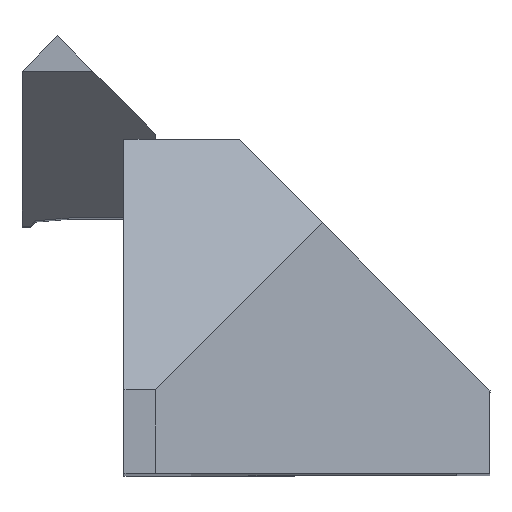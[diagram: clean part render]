
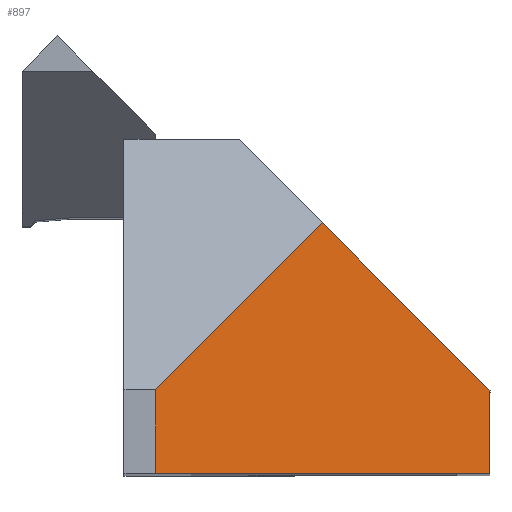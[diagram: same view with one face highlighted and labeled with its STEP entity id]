
A CAD part, top view. The second image highlights one B-rep face of the part: STEP entity #897.
In plain terms, the highlighted planar face has unit normal (0.707, 0, 0.707).
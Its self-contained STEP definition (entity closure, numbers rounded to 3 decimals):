
#51=FACE_OUTER_BOUND('',#103,.T.);
#103=EDGE_LOOP('',(#610,#611,#612,#613,#614));
#157=LINE('',#1292,#267);
#171=LINE('',#1320,#281);
#172=LINE('',#1322,#282);
#173=LINE('',#1324,#283);
#174=LINE('',#1325,#284);
#267=VECTOR('',#1036,10.);
#281=VECTOR('',#1056,10.);
#282=VECTOR('',#1057,10.);
#283=VECTOR('',#1058,10.);
#284=VECTOR('',#1059,10.);
#377=VERTEX_POINT('',#1289);
#378=VERTEX_POINT('',#1291);
#389=VERTEX_POINT('',#1319);
#390=VERTEX_POINT('',#1321);
#391=VERTEX_POINT('',#1323);
#463=EDGE_CURVE('',#378,#377,#157,.T.);
#477=EDGE_CURVE('',#377,#389,#171,.T.);
#478=EDGE_CURVE('',#389,#390,#172,.T.);
#479=EDGE_CURVE('',#390,#391,#173,.T.);
#480=EDGE_CURVE('',#391,#378,#174,.T.);
#610=ORIENTED_EDGE('',*,*,#463,.T.);
#611=ORIENTED_EDGE('',*,*,#477,.T.);
#612=ORIENTED_EDGE('',*,*,#478,.T.);
#613=ORIENTED_EDGE('',*,*,#479,.T.);
#614=ORIENTED_EDGE('',*,*,#480,.T.);
#854=PLANE('',#962);
#897=ADVANCED_FACE('',(#51),#854,.T.);
#962=AXIS2_PLACEMENT_3D('',#1318,#1054,#1055);
#1036=DIRECTION('',(0.707,0.,-0.707));
#1054=DIRECTION('center_axis',(0.707,0.,0.707));
#1055=DIRECTION('ref_axis',(0.,-1.,0.));
#1056=DIRECTION('',(0.,1.,0.));
#1057=DIRECTION('',(-0.577,0.577,0.577));
#1058=DIRECTION('',(-0.577,-0.577,0.577));
#1059=DIRECTION('',(0.,-1.,0.));
#1289=CARTESIAN_POINT('',(35.5,-16.589,105.));
#1291=CARTESIAN_POINT('',(15.5,-16.589,125.));
#1292=CARTESIAN_POINT('',(20.025,-16.589,120.475));
#1318=CARTESIAN_POINT('Origin',(25.5,3.577,115.));
#1319=CARTESIAN_POINT('',(35.5,-11.589,105.));
#1320=CARTESIAN_POINT('',(35.5,3.577,105.));
#1321=CARTESIAN_POINT('',(25.5,-1.589,115.));
#1322=CARTESIAN_POINT('',(21.722,2.189,118.778));
#1323=CARTESIAN_POINT('',(15.5,-11.589,125.));
#1324=CARTESIAN_POINT('',(23.544,-3.544,116.956));
#1325=CARTESIAN_POINT('',(15.5,3.577,125.));
